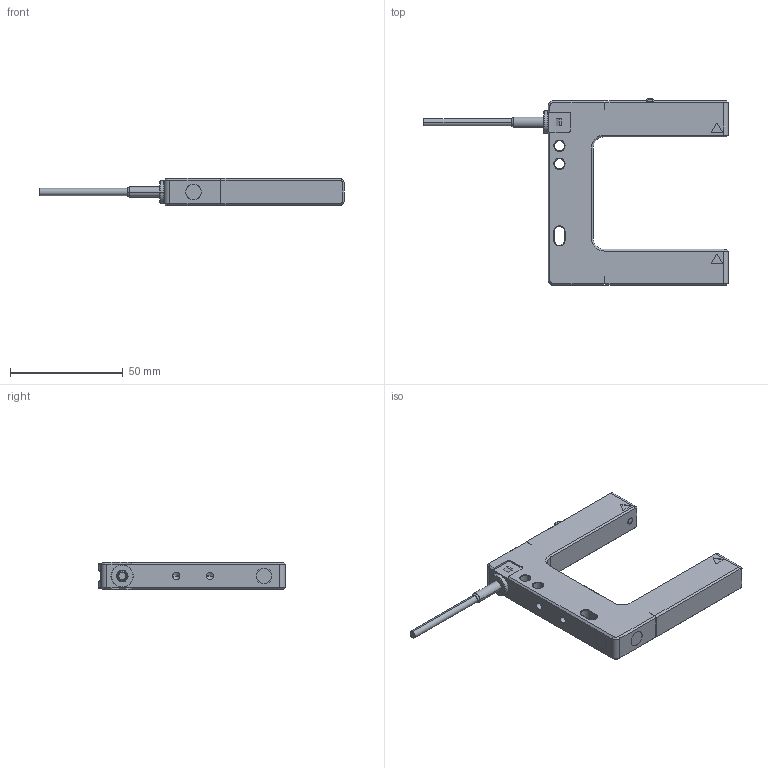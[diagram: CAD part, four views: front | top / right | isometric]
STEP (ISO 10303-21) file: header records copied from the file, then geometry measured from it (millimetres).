
FILE_DESCRIPTION((''),'2;1');
FILE_NAME('137652_SW','2007-12-26T',('banengservice'),('BANNER ENGINEERING'),'PRO/ENGINEER BY PARAMETRIC TECHNOLOGY CORPORATION, 2006170','PRO/ENGINEER BY PARAMETRIC TECHNOLOGY CORPORATION, 2006170','');
FILE_SCHEMA(('CONFIG_CONTROL_DESIGN'));
Length unit declared in the file: inch
Products named in the file (1): 137652_SW
Bounding box: 135.25 x 83 x 12 mm (x, y, z)
Volume: 30104.3 mm3; surface area: 26177.3 mm2
Topology: 1 solids, 1 shells, 1037 faces, 2743 edges, 1731 vertices
Faces by surface type: plane 567, cylinder 308, cone 130, torus 28, bspline 4
Entity records: 33069 total; most frequent: CARTESIAN_POINT 6951, DIRECTION 5472, ORIENTED_EDGE 5470, EDGE_CURVE 2735, AXIS2_PLACEMENT_3D 1839, VECTOR 1794, LINE 1794, VERTEX_POINT 1731
